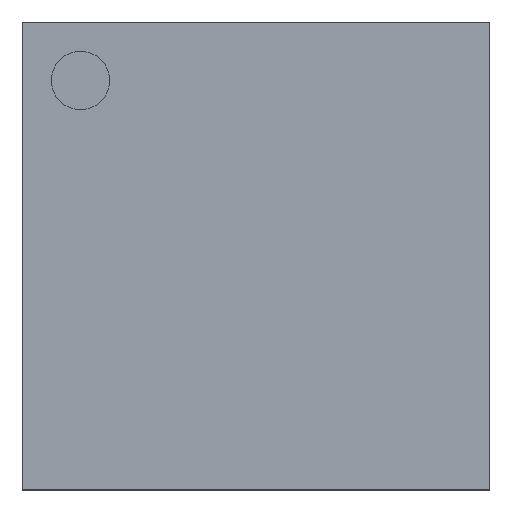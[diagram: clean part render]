
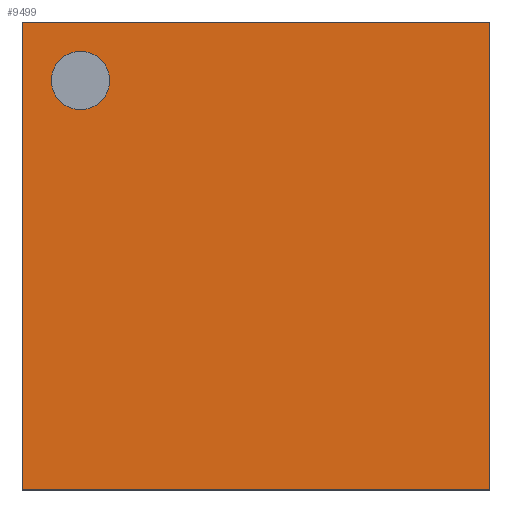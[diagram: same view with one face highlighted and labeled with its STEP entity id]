
A CAD part, top view. The second image highlights one B-rep face of the part: STEP entity #9499.
In plain terms, the highlighted planar face has unit normal (0, 0, 1).
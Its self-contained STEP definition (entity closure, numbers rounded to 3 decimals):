
#9310 = VERTEX_POINT('',#9311);
#9311 = CARTESIAN_POINT('',(-7.,-7.,1.1));
#9318 = PLANE('',#9319);
#9319 = AXIS2_PLACEMENT_3D('',#9320,#9321,#9322);
#9320 = CARTESIAN_POINT('',(-7.,-7.,0.4));
#9321 = DIRECTION('',(1.,0.,0.));
#9322 = DIRECTION('',(0.,0.,1.));
#9330 = PLANE('',#9331);
#9331 = AXIS2_PLACEMENT_3D('',#9332,#9333,#9334);
#9332 = CARTESIAN_POINT('',(-7.,-7.,0.4));
#9333 = DIRECTION('',(0.,1.,0.));
#9334 = DIRECTION('',(0.,0.,1.));
#9371 = VERTEX_POINT('',#9372);
#9372 = CARTESIAN_POINT('',(-7.,7.,1.1));
#9386 = PLANE('',#9387);
#9387 = AXIS2_PLACEMENT_3D('',#9388,#9389,#9390);
#9388 = CARTESIAN_POINT('',(-7.,7.,0.4));
#9389 = DIRECTION('',(0.,1.,0.));
#9390 = DIRECTION('',(0.,0.,1.));
#9398 = EDGE_CURVE('',#9310,#9371,#9399,.T.);
#9399 = SURFACE_CURVE('',#9400,(#9404,#9411),.PCURVE_S1.);
#9400 = LINE('',#9401,#9402);
#9401 = CARTESIAN_POINT('',(-7.,-7.,1.1));
#9402 = VECTOR('',#9403,1.);
#9403 = DIRECTION('',(0.,1.,0.));
#9404 = PCURVE('',#9318,#9405);
#9405 = DEFINITIONAL_REPRESENTATION('',(#9406),#9410);
#9406 = LINE('',#9407,#9408);
#9407 = CARTESIAN_POINT('',(0.7,0.));
#9408 = VECTOR('',#9409,1.);
#9409 = DIRECTION('',(0.,-1.));
#9410 = ( GEOMETRIC_REPRESENTATION_CONTEXT(2) 
PARAMETRIC_REPRESENTATION_CONTEXT() REPRESENTATION_CONTEXT('2D SPACE',''
  ) );
#9411 = PCURVE('',#9412,#9417);
#9412 = PLANE('',#9413);
#9413 = AXIS2_PLACEMENT_3D('',#9414,#9415,#9416);
#9414 = CARTESIAN_POINT('',(-7.,-7.,1.1));
#9415 = DIRECTION('',(0.,0.,1.));
#9416 = DIRECTION('',(1.,0.,0.));
#9417 = DEFINITIONAL_REPRESENTATION('',(#9418),#9422);
#9418 = LINE('',#9419,#9420);
#9419 = CARTESIAN_POINT('',(0.,0.));
#9420 = VECTOR('',#9421,1.);
#9421 = DIRECTION('',(0.,1.));
#9422 = ( GEOMETRIC_REPRESENTATION_CONTEXT(2) 
PARAMETRIC_REPRESENTATION_CONTEXT() REPRESENTATION_CONTEXT('2D SPACE',''
  ) );
#9451 = EDGE_CURVE('',#9310,#9452,#9454,.T.);
#9452 = VERTEX_POINT('',#9453);
#9453 = CARTESIAN_POINT('',(7.,-7.,1.1));
#9454 = SURFACE_CURVE('',#9455,(#9459,#9466),.PCURVE_S1.);
#9455 = LINE('',#9456,#9457);
#9456 = CARTESIAN_POINT('',(-7.,-7.,1.1));
#9457 = VECTOR('',#9458,1.);
#9458 = DIRECTION('',(1.,0.,0.));
#9459 = PCURVE('',#9330,#9460);
#9460 = DEFINITIONAL_REPRESENTATION('',(#9461),#9465);
#9461 = LINE('',#9462,#9463);
#9462 = CARTESIAN_POINT('',(0.7,0.));
#9463 = VECTOR('',#9464,1.);
#9464 = DIRECTION('',(0.,1.));
#9465 = ( GEOMETRIC_REPRESENTATION_CONTEXT(2) 
PARAMETRIC_REPRESENTATION_CONTEXT() REPRESENTATION_CONTEXT('2D SPACE',''
  ) );
#9466 = PCURVE('',#9412,#9467);
#9467 = DEFINITIONAL_REPRESENTATION('',(#9468),#9472);
#9468 = LINE('',#9469,#9470);
#9469 = CARTESIAN_POINT('',(0.,0.));
#9470 = VECTOR('',#9471,1.);
#9471 = DIRECTION('',(1.,0.));
#9472 = ( GEOMETRIC_REPRESENTATION_CONTEXT(2) 
PARAMETRIC_REPRESENTATION_CONTEXT() REPRESENTATION_CONTEXT('2D SPACE',''
  ) );
#9488 = PLANE('',#9489);
#9489 = AXIS2_PLACEMENT_3D('',#9490,#9491,#9492);
#9490 = CARTESIAN_POINT('',(7.,-7.,0.4));
#9491 = DIRECTION('',(1.,0.,0.));
#9492 = DIRECTION('',(0.,0.,1.));
#9499 = ADVANCED_FACE('',(#9500,#9548),#9412,.T.);
#9500 = FACE_BOUND('',#9501,.T.);
#9501 = EDGE_LOOP('',(#9502,#9503,#9504,#9527));
#9502 = ORIENTED_EDGE('',*,*,#9398,.F.);
#9503 = ORIENTED_EDGE('',*,*,#9451,.T.);
#9504 = ORIENTED_EDGE('',*,*,#9505,.T.);
#9505 = EDGE_CURVE('',#9452,#9506,#9508,.T.);
#9506 = VERTEX_POINT('',#9507);
#9507 = CARTESIAN_POINT('',(7.,7.,1.1));
#9508 = SURFACE_CURVE('',#9509,(#9513,#9520),.PCURVE_S1.);
#9509 = LINE('',#9510,#9511);
#9510 = CARTESIAN_POINT('',(7.,-7.,1.1));
#9511 = VECTOR('',#9512,1.);
#9512 = DIRECTION('',(0.,1.,0.));
#9513 = PCURVE('',#9412,#9514);
#9514 = DEFINITIONAL_REPRESENTATION('',(#9515),#9519);
#9515 = LINE('',#9516,#9517);
#9516 = CARTESIAN_POINT('',(14.,0.));
#9517 = VECTOR('',#9518,1.);
#9518 = DIRECTION('',(0.,1.));
#9519 = ( GEOMETRIC_REPRESENTATION_CONTEXT(2) 
PARAMETRIC_REPRESENTATION_CONTEXT() REPRESENTATION_CONTEXT('2D SPACE',''
  ) );
#9520 = PCURVE('',#9488,#9521);
#9521 = DEFINITIONAL_REPRESENTATION('',(#9522),#9526);
#9522 = LINE('',#9523,#9524);
#9523 = CARTESIAN_POINT('',(0.7,0.));
#9524 = VECTOR('',#9525,1.);
#9525 = DIRECTION('',(0.,-1.));
#9526 = ( GEOMETRIC_REPRESENTATION_CONTEXT(2) 
PARAMETRIC_REPRESENTATION_CONTEXT() REPRESENTATION_CONTEXT('2D SPACE',''
  ) );
#9527 = ORIENTED_EDGE('',*,*,#9528,.F.);
#9528 = EDGE_CURVE('',#9371,#9506,#9529,.T.);
#9529 = SURFACE_CURVE('',#9530,(#9534,#9541),.PCURVE_S1.);
#9530 = LINE('',#9531,#9532);
#9531 = CARTESIAN_POINT('',(-7.,7.,1.1));
#9532 = VECTOR('',#9533,1.);
#9533 = DIRECTION('',(1.,0.,0.));
#9534 = PCURVE('',#9412,#9535);
#9535 = DEFINITIONAL_REPRESENTATION('',(#9536),#9540);
#9536 = LINE('',#9537,#9538);
#9537 = CARTESIAN_POINT('',(0.,14.));
#9538 = VECTOR('',#9539,1.);
#9539 = DIRECTION('',(1.,0.));
#9540 = ( GEOMETRIC_REPRESENTATION_CONTEXT(2) 
PARAMETRIC_REPRESENTATION_CONTEXT() REPRESENTATION_CONTEXT('2D SPACE',''
  ) );
#9541 = PCURVE('',#9386,#9542);
#9542 = DEFINITIONAL_REPRESENTATION('',(#9543),#9547);
#9543 = LINE('',#9544,#9545);
#9544 = CARTESIAN_POINT('',(0.7,0.));
#9545 = VECTOR('',#9546,1.);
#9546 = DIRECTION('',(0.,1.));
#9547 = ( GEOMETRIC_REPRESENTATION_CONTEXT(2) 
PARAMETRIC_REPRESENTATION_CONTEXT() REPRESENTATION_CONTEXT('2D SPACE',''
  ) );
#9548 = FACE_BOUND('',#9549,.T.);
#9549 = EDGE_LOOP('',(#9550));
#9550 = ORIENTED_EDGE('',*,*,#9551,.F.);
#9551 = EDGE_CURVE('',#9552,#9552,#9554,.T.);
#9552 = VERTEX_POINT('',#9553);
#9553 = CARTESIAN_POINT('',(-4.375,5.25,1.1));
#9554 = SURFACE_CURVE('',#9555,(#9560,#9567),.PCURVE_S1.);
#9555 = CIRCLE('',#9556,0.875);
#9556 = AXIS2_PLACEMENT_3D('',#9557,#9558,#9559);
#9557 = CARTESIAN_POINT('',(-5.25,5.25,1.1));
#9558 = DIRECTION('',(0.,0.,1.));
#9559 = DIRECTION('',(1.,0.,0.));
#9560 = PCURVE('',#9412,#9561);
#9561 = DEFINITIONAL_REPRESENTATION('',(#9562),#9566);
#9562 = CIRCLE('',#9563,0.875);
#9563 = AXIS2_PLACEMENT_2D('',#9564,#9565);
#9564 = CARTESIAN_POINT('',(1.75,12.25));
#9565 = DIRECTION('',(1.,0.));
#9566 = ( GEOMETRIC_REPRESENTATION_CONTEXT(2) 
PARAMETRIC_REPRESENTATION_CONTEXT() REPRESENTATION_CONTEXT('2D SPACE',''
  ) );
#9567 = PCURVE('',#9568,#9573);
#9568 = CYLINDRICAL_SURFACE('',#9569,0.875);
#9569 = AXIS2_PLACEMENT_3D('',#9570,#9571,#9572);
#9570 = CARTESIAN_POINT('',(-5.25,5.25,0.99));
#9571 = DIRECTION('',(0.,0.,1.));
#9572 = DIRECTION('',(1.,0.,0.));
#9573 = DEFINITIONAL_REPRESENTATION('',(#9574),#9578);
#9574 = LINE('',#9575,#9576);
#9575 = CARTESIAN_POINT('',(0.,0.11));
#9576 = VECTOR('',#9577,1.);
#9577 = DIRECTION('',(1.,0.));
#9578 = ( GEOMETRIC_REPRESENTATION_CONTEXT(2) 
PARAMETRIC_REPRESENTATION_CONTEXT() REPRESENTATION_CONTEXT('2D SPACE',''
  ) );
